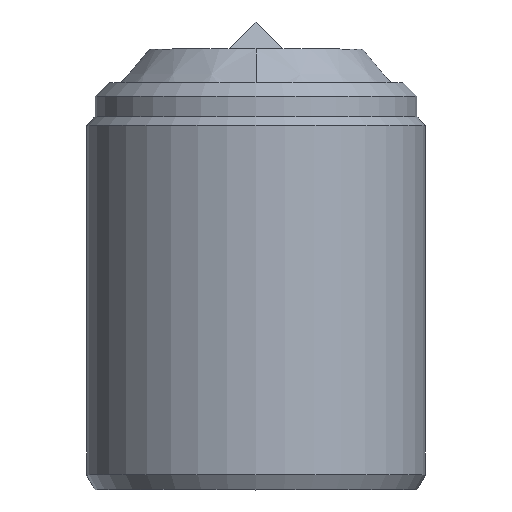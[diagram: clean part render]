
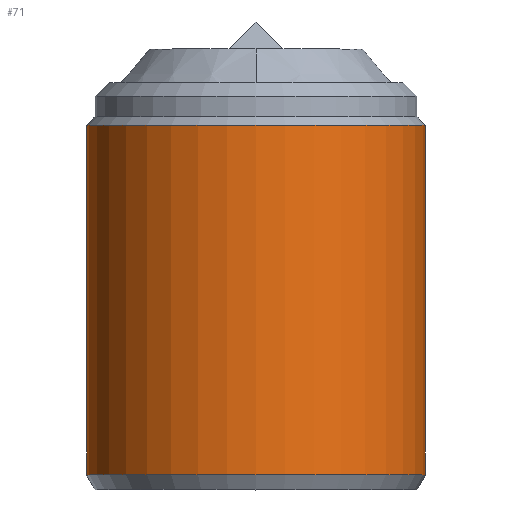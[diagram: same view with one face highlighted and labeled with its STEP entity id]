
A CAD part, top view. The second image highlights one B-rep face of the part: STEP entity #71.
In plain terms, the highlighted cylindrical face has radius 5 mm (diameter 10 mm), a partial arc.
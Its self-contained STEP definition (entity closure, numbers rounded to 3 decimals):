
#71=ADVANCED_FACE('',(#165),#166,.T.);
#165=FACE_OUTER_BOUND('',#291,.T.);
#166=CYLINDRICAL_SURFACE('',#292,5.0);
#291=EDGE_LOOP('',(#410,#411,#412,#413));
#292=AXIS2_PLACEMENT_3D('',#414,#415,#416);
#410=ORIENTED_EDGE('',*,*,#695,.F.);
#411=ORIENTED_EDGE('',*,*,#696,.T.);
#412=ORIENTED_EDGE('',*,*,#697,.F.);
#413=ORIENTED_EDGE('',*,*,#691,.F.);
#414=CARTESIAN_POINT('',(0.0,5.592,0.0));
#415=DIRECTION('',(0.0,-1.0,0.0));
#416=DIRECTION('',(1.0,0.0,0.0));
#691=EDGE_CURVE('',#798,#801,#802,.T.);
#695=EDGE_CURVE('',#807,#798,#808,.T.);
#696=EDGE_CURVE('',#807,#809,#810,.T.);
#697=EDGE_CURVE('',#801,#809,#811,.T.);
#798=VERTEX_POINT('',#949);
#801=VERTEX_POINT('',#953);
#802=CIRCLE('',#954,5.0);
#807=VERTEX_POINT('',#960);
#808=LINE('',#961,#962);
#809=VERTEX_POINT('',#963);
#810=CIRCLE('',#964,5.0);
#811=LINE('',#965,#966);
#949=CARTESIAN_POINT('',(5.0,0.433,0.0));
#953=CARTESIAN_POINT('',(-5.0,0.433,0.));
#954=AXIS2_PLACEMENT_3D('',#1134,#1135,#1136);
#960=CARTESIAN_POINT('',(5.0,10.75,0.0));
#961=CARTESIAN_POINT('',(5.0,5.592,0.));
#962=VECTOR('',#1141,1.0);
#963=CARTESIAN_POINT('',(-5.0,10.75,0.));
#964=AXIS2_PLACEMENT_3D('',#1142,#1143,#1144);
#965=CARTESIAN_POINT('',(-5.0,5.592,0.));
#966=VECTOR('',#1145,1.0);
#1134=CARTESIAN_POINT('',(0.0,0.433,0.0));
#1135=DIRECTION('',(0.0,-1.0,0.0));
#1136=DIRECTION('',(1.0,0.0,0.0));
#1141=DIRECTION('',(0.0,-1.0,-0.0));
#1142=CARTESIAN_POINT('',(0.0,10.75,0.0));
#1143=DIRECTION('',(0.0,-1.0,0.0));
#1144=DIRECTION('',(1.0,0.0,0.0));
#1145=DIRECTION('',(0.0,1.0,-0.0));
